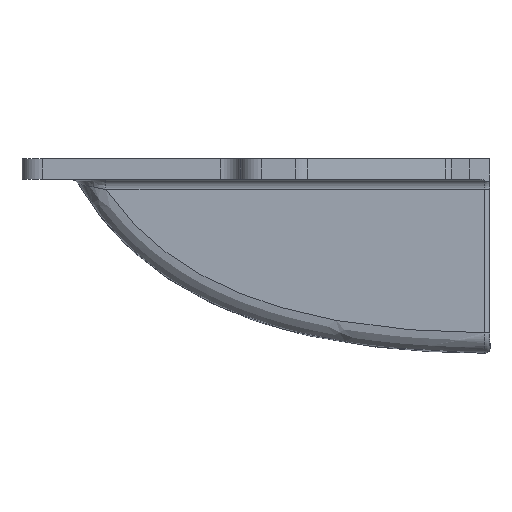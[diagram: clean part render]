
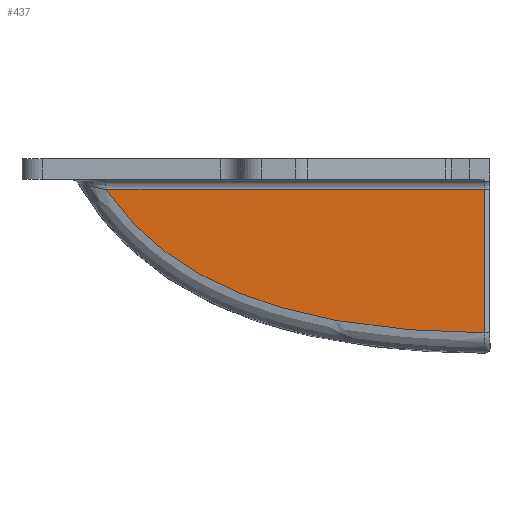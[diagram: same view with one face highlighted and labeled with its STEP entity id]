
A CAD part, left-side view. The second image highlights one B-rep face of the part: STEP entity #437.
In plain terms, the highlighted planar face has unit normal (-1, 0, 0).
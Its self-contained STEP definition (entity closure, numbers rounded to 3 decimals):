
#24 = CARTESIAN_POINT ( 'NONE',  ( -31., -16.5, -14.999 ) ) ;
#50 = CARTESIAN_POINT ( 'NONE',  ( -31., 4.689, -12.152 ) ) ;
#68 = CARTESIAN_POINT ( 'NONE',  ( -31., 15.974, -6.093 ) ) ;
#153 = LINE ( 'NONE', #2460, #2087 ) ;
#271 = CARTESIAN_POINT ( 'NONE',  ( -31., -7.91, -14.62 ) ) ;
#286 = CARTESIAN_POINT ( 'NONE',  ( -31., 13.922, -7.679 ) ) ;
#308 = CARTESIAN_POINT ( 'NONE',  ( -31., 7.141, -1. ) ) ;
#321 = CARTESIAN_POINT ( 'NONE',  ( -31., 2.225, -12.899 ) ) ;
#388 = ORIENTED_EDGE ( 'NONE', *, *, #2835, .T. ) ;
#437 = ADVANCED_FACE ( 'NONE', ( #731 ), #2530, .F. ) ;
#441 = CARTESIAN_POINT ( 'NONE',  ( -31., -16.5, -1. ) ) ;
#464 = VERTEX_POINT ( 'NONE', #441 ) ;
#523 = CARTESIAN_POINT ( 'NONE',  ( -31., 16.62, -5.524 ) ) ;
#553 = CARTESIAN_POINT ( 'NONE',  ( -31., 0.562, -13.302 ) ) ;
#731 = FACE_OUTER_BOUND ( 'NONE', #2757, .T. ) ;
#896 = EDGE_CURVE ( 'NONE', #2369, #464, #153, .T. ) ;
#982 = CARTESIAN_POINT ( 'NONE',  ( -31., -2.797, -13.964 ) ) ;
#999 = CARTESIAN_POINT ( 'NONE',  ( -31., 11.774, -9.092 ) ) ;
#1196 = CARTESIAN_POINT ( 'NONE',  ( -31., -9.626, -14.76 ) ) ;
#1211 = CARTESIAN_POINT ( 'NONE',  ( -31., 10.269, -9.902 ) ) ;
#1227 = CARTESIAN_POINT ( 'NONE',  ( -31., 19.562, -2.423 ) ) ;
#1283 = ORIENTED_EDGE ( 'NONE', *, *, #896, .T. ) ;
#1468 = CARTESIAN_POINT ( 'NONE',  ( -31., -4.493, -14.221 ) ) ;
#1492 = EDGE_CURVE ( 'NONE', #464, #2553, #2156, .T. ) ;
#1634 = CARTESIAN_POINT ( 'NONE',  ( -31., 7.141, -13.407 ) ) ;
#1650 = AXIS2_PLACEMENT_3D ( 'NONE', #1634, #2090, #2072 ) ;
#1662 = VECTOR ( 'NONE', #2580, 1000. ) ;
#1695 = CARTESIAN_POINT ( 'NONE',  ( -31., 7.124, -11.281 ) ) ;
#1895 = B_SPLINE_CURVE_WITH_KNOTS ( 'NONE', 3,
 ( #2594, #1227, #1926, #523, #68, #2362, #286, #999, #1211, #2134, #1695, #2625, #50, #321, #553, #982, #1468, #271, #1196, #1909, #2394, #2868 ),
 .UNSPECIFIED., .F., .F.,
 ( 4, 2, 2, 2, 2, 2, 2, 2, 2, 2, 4 ),
 ( 0.001, 0.006, 0.009, 0.011, 0.017, 0.019, 0.022, 0.027, 0.032, 0.037, 0.042 ),
 .UNSPECIFIED. ) ;
#1909 = CARTESIAN_POINT ( 'NONE',  ( -31., -13.06, -14.946 ) ) ;
#1926 = CARTESIAN_POINT ( 'NONE',  ( -31., 18.462, -3.731 ) ) ;
#1974 = CARTESIAN_POINT ( 'NONE',  ( -31., 20.532, -1. ) ) ;
#2022 = DIRECTION ( 'NONE',  ( 0., 0., 1. ) ) ;
#2072 = DIRECTION ( 'NONE',  ( 0., 0., -1. ) ) ;
#2087 = VECTOR ( 'NONE', #2022, 1000. ) ;
#2090 = DIRECTION ( 'NONE',  ( 1., 0., 0. ) ) ;
#2134 = CARTESIAN_POINT ( 'NONE',  ( -31., 7.922, -10.956 ) ) ;
#2156 = LINE ( 'NONE', #308, #1662 ) ;
#2362 = CARTESIAN_POINT ( 'NONE',  ( -31., 14.62, -7.175 ) ) ;
#2369 = VERTEX_POINT ( 'NONE', #24 ) ;
#2394 = CARTESIAN_POINT ( 'NONE',  ( -31., -14.779, -14.992 ) ) ;
#2460 = CARTESIAN_POINT ( 'NONE',  ( -31., -16.5, -13.407 ) ) ;
#2530 = PLANE ( 'NONE',  #1650 ) ;
#2545 = ORIENTED_EDGE ( 'NONE', *, *, #1492, .T. ) ;
#2553 = VERTEX_POINT ( 'NONE', #1974 ) ;
#2580 = DIRECTION ( 'NONE',  ( 0., 1., 0. ) ) ;
#2594 = CARTESIAN_POINT ( 'NONE',  ( -31., 20.532, -1. ) ) ;
#2625 = CARTESIAN_POINT ( 'NONE',  ( -31., 5.505, -11.88 ) ) ;
#2757 = EDGE_LOOP ( 'NONE', ( #388, #1283, #2545 ) ) ;
#2835 = EDGE_CURVE ( 'NONE', #2553, #2369, #1895, .T. ) ;
#2868 = CARTESIAN_POINT ( 'NONE',  ( -31., -16.5, -14.999 ) ) ;
